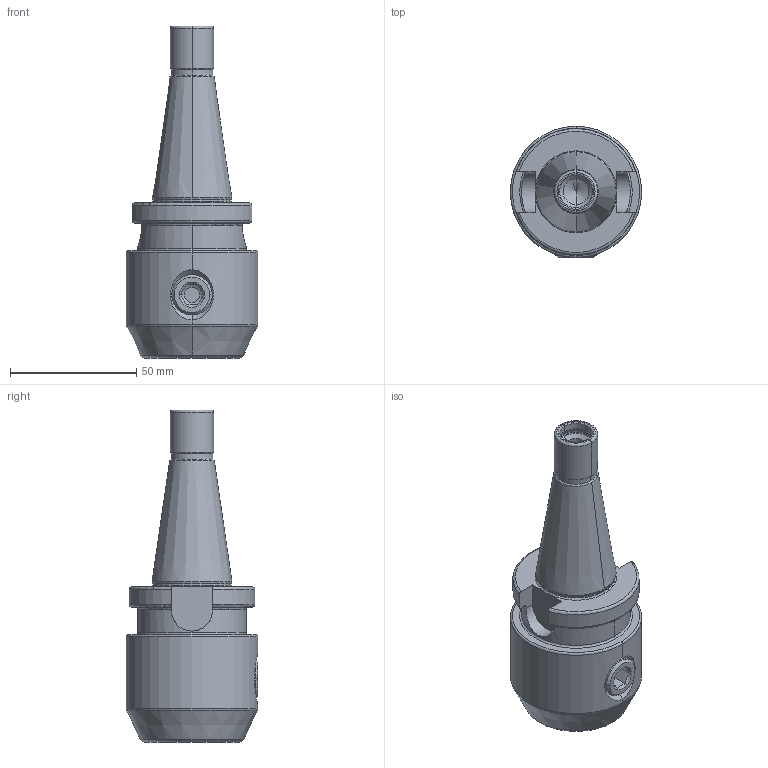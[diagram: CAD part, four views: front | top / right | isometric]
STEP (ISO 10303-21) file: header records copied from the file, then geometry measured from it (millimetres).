
FILE_DESCRIPTION((''),'2;1');
FILE_NAME('301_04_20','2020-08-31T',('103090'),(''),'CREO PARAMETRIC BY PTC INC, 2016260','CREO PARAMETRIC BY PTC INC, 2016260','');
FILE_SCHEMA(('CONFIG_CONTROL_DESIGN'));
Length unit declared in the file: millimetre
Products named in the file (1): 301_04_20
Bounding box: 52 x 52 x 131.4 mm (x, y, z)
Volume: 121368.1 mm3; surface area: 23095.5 mm2
Topology: 1 solids, 1 shells, 101 faces, 230 edges, 133 vertices
Faces by surface type: torus 28, cylinder 26, cone 24, plane 23
Entity records: 3142 total; most frequent: CARTESIAN_POINT 819, DIRECTION 520, ORIENTED_EDGE 456, EDGE_CURVE 228, AXIS2_PLACEMENT_3D 220, VERTEX_POINT 133, CIRCLE 116, EDGE_LOOP 105
